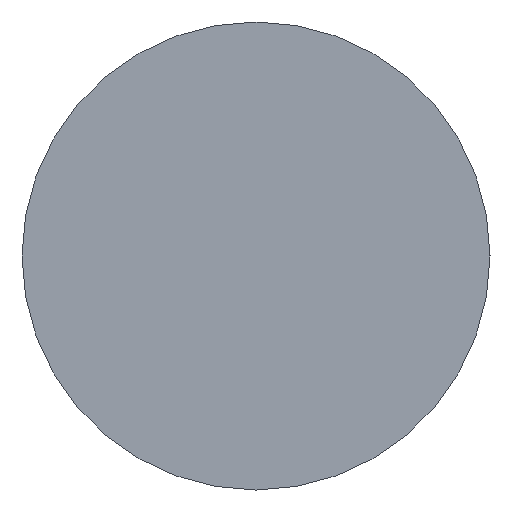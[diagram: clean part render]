
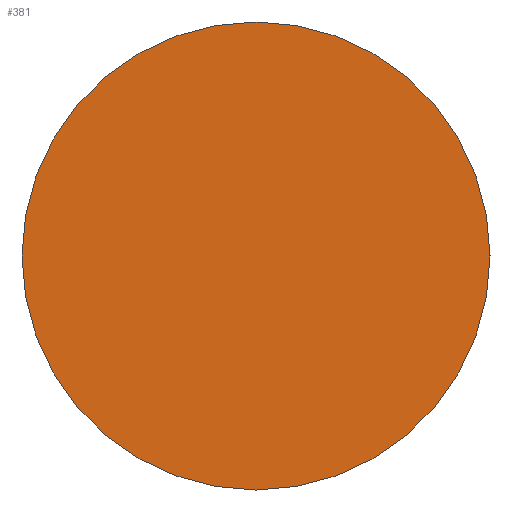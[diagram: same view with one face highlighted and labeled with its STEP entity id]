
A CAD part, left-side view. The second image highlights one B-rep face of the part: STEP entity #381.
In plain terms, the highlighted planar face has unit normal (-1, 0, 0).
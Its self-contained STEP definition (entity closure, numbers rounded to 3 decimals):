
#17 = CARTESIAN_POINT ( 'NONE',  ( -1.75, 0.762, 0.762 ) ) ;
#27 = DIRECTION ( 'NONE',  ( 1., 0., 0. ) ) ;
#37 = DIRECTION ( 'NONE',  ( 0., 0., -1. ) ) ;
#78 = AXIS2_PLACEMENT_3D ( 'NONE', #473, #311, #112 ) ;
#86 = EDGE_CURVE ( 'NONE', #635, #447, #349, .T. ) ;
#89 = DIRECTION ( 'NONE',  ( 1., 0., 0. ) ) ;
#102 = CIRCLE ( 'NONE', #78, 0.762 ) ;
#112 = DIRECTION ( 'NONE',  ( 0., 0., -1. ) ) ;
#139 = AXIS2_PLACEMENT_3D ( 'NONE', #470, #27, #482 ) ;
#242 = ORIENTED_EDGE ( 'NONE', *, *, #511, .F. ) ;
#290 = ORIENTED_EDGE ( 'NONE', *, *, #86, .F. ) ;
#311 = DIRECTION ( 'NONE',  ( 1., 0., 0. ) ) ;
#344 = EDGE_LOOP ( 'NONE', ( #290, #242 ) ) ;
#349 = CIRCLE ( 'NONE', #139, 0.762 ) ;
#361 = AXIS2_PLACEMENT_3D ( 'NONE', #593, #89, #37 ) ;
#381 = ADVANCED_FACE ( 'NONE', ( #405 ), #572, .F. ) ;
#405 = FACE_OUTER_BOUND ( 'NONE', #344, .T. ) ;
#447 = VERTEX_POINT ( 'NONE', #506 ) ;
#470 = CARTESIAN_POINT ( 'NONE',  ( -1.75, 0.762, 0. ) ) ;
#473 = CARTESIAN_POINT ( 'NONE',  ( -1.75, 0.762, 0. ) ) ;
#482 = DIRECTION ( 'NONE',  ( 0., 0., -1. ) ) ;
#506 = CARTESIAN_POINT ( 'NONE',  ( -1.75, 0.763, -0.762 ) ) ;
#511 = EDGE_CURVE ( 'NONE', #447, #635, #102, .T. ) ;
#572 = PLANE ( 'NONE',  #361 ) ;
#593 = CARTESIAN_POINT ( 'NONE',  ( -1.75, 0.762, 0. ) ) ;
#635 = VERTEX_POINT ( 'NONE', #17 ) ;
